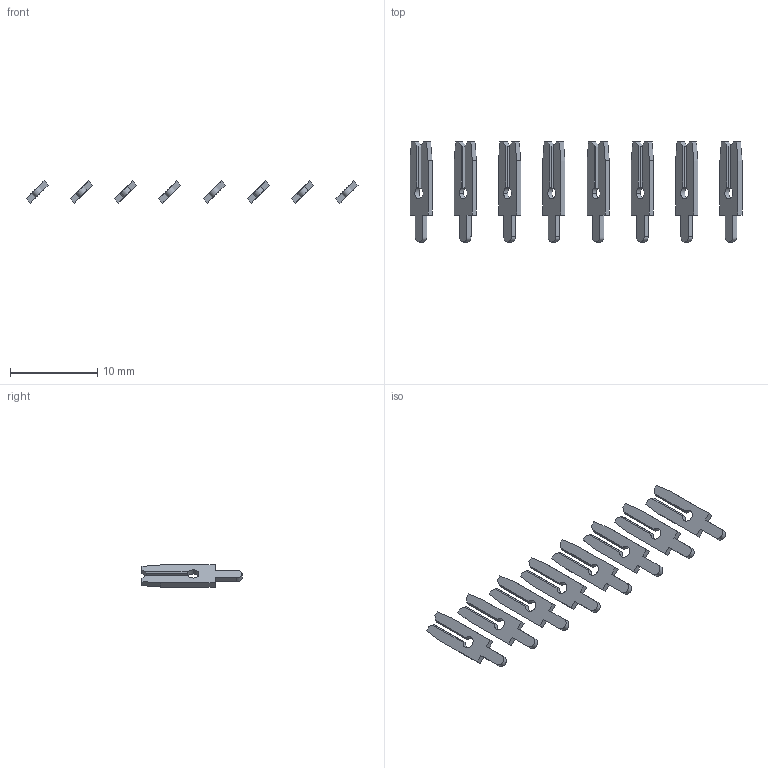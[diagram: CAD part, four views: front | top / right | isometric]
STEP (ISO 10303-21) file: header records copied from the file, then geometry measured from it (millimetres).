
FILE_DESCRIPTION (( 'STEP AP203' ), '1' );
FILE_NAME ('106-008-250-200.STEP', '2020-04-16T18:23:23', ( '' ), ( '' ), 'SwSTEP 2.0', 'SolidWorks 2016', '' );
FILE_SCHEMA (( 'CONFIG_CONTROL_DESIGN' ));
Length unit declared in the file: inch
Products named in the file (2): 100-290-001_100-290-250; 106-008-250-200
Assembly tree (8 placements, depth 2):
  106-008-250-200
    100-290-001_100-290-250  x8
Bounding box: 38.09 x 11.48 x 2.53 mm (x, y, z)
Volume: 124.8 mm3; surface area: 586.8 mm2
Topology: 8 solids, 8 shells, 192 faces, 528 edges, 352 vertices
Faces by surface type: plane 160, cylinder 32
Entity records: 1182 total; most frequent: CARTESIAN_POINT 157, DIRECTION 140, ORIENTED_EDGE 132, EDGE_CURVE 66, LINE 54, VECTOR 54, VERTEX_POINT 44, AXIS2_PLACEMENT_3D 43
